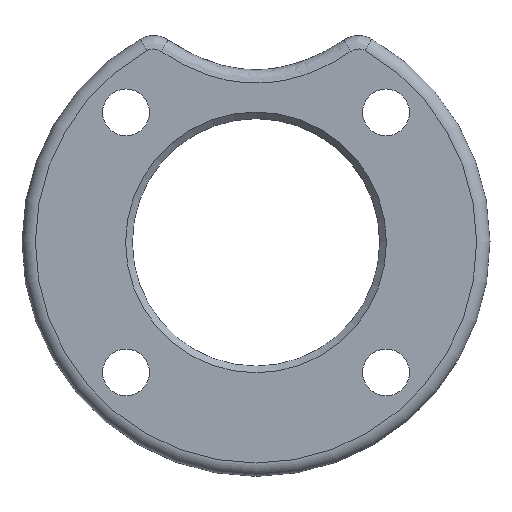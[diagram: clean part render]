
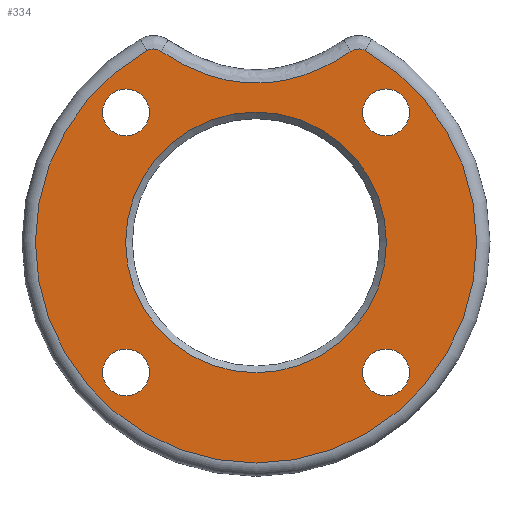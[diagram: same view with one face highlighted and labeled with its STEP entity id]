
A CAD part, front view. The second image highlights one B-rep face of the part: STEP entity #334.
In plain terms, the highlighted planar face has unit normal (0, -1, 0).
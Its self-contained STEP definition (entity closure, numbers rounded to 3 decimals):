
#21=FACE_BOUND('',#95,.T.);
#22=FACE_BOUND('',#96,.T.);
#23=FACE_BOUND('',#97,.T.);
#24=FACE_BOUND('',#98,.T.);
#25=FACE_BOUND('',#99,.T.);
#27=PLANE('',#382);
#44=B_SPLINE_CURVE_WITH_KNOTS('',3,(#647,#648,#649,#650,#651),
 .UNSPECIFIED.,.F.,.F.,(4,1,4),(0.,0.056,0.111),
 .UNSPECIFIED.);
#45=B_SPLINE_CURVE_WITH_KNOTS('',3,(#655,#656,#657,#658,#659),
 .UNSPECIFIED.,.F.,.F.,(4,1,4),(0.,0.056,0.111),
 .UNSPECIFIED.);
#46=B_SPLINE_CURVE_WITH_KNOTS('',3,(#660,#661,#662,#663,#664,#665,#666),
 .UNSPECIFIED.,.F.,.F.,(4,1,1,1,4),(0.,0.435,0.871,
1.306,1.524),.UNSPECIFIED.);
#68=FACE_OUTER_BOUND('',#94,.T.);
#94=EDGE_LOOP('',(#269,#270,#271,#272));
#95=EDGE_LOOP('',(#273));
#96=EDGE_LOOP('',(#274));
#97=EDGE_LOOP('',(#275));
#98=EDGE_LOOP('',(#276));
#99=EDGE_LOOP('',(#277));
#119=CIRCLE('',#378,9.75);
#122=CIRCLE('',#383,16.5);
#123=CIRCLE('',#384,1.75);
#124=CIRCLE('',#385,1.75);
#125=CIRCLE('',#386,1.75);
#126=CIRCLE('',#387,1.75);
#169=VERTEX_POINT('',#635);
#172=VERTEX_POINT('',#645);
#173=VERTEX_POINT('',#646);
#174=VERTEX_POINT('',#652);
#175=VERTEX_POINT('',#654);
#176=VERTEX_POINT('',#667);
#177=VERTEX_POINT('',#669);
#178=VERTEX_POINT('',#671);
#179=VERTEX_POINT('',#673);
#203=EDGE_CURVE('',#169,#169,#119,.T.);
#208=EDGE_CURVE('',#172,#173,#44,.T.);
#209=EDGE_CURVE('',#174,#172,#122,.T.);
#210=EDGE_CURVE('',#175,#174,#45,.T.);
#211=EDGE_CURVE('',#173,#175,#46,.T.);
#212=EDGE_CURVE('',#176,#176,#123,.T.);
#213=EDGE_CURVE('',#177,#177,#124,.T.);
#214=EDGE_CURVE('',#178,#178,#125,.T.);
#215=EDGE_CURVE('',#179,#179,#126,.T.);
#269=ORIENTED_EDGE('',*,*,#208,.F.);
#270=ORIENTED_EDGE('',*,*,#209,.F.);
#271=ORIENTED_EDGE('',*,*,#210,.F.);
#272=ORIENTED_EDGE('',*,*,#211,.F.);
#273=ORIENTED_EDGE('',*,*,#212,.T.);
#274=ORIENTED_EDGE('',*,*,#213,.T.);
#275=ORIENTED_EDGE('',*,*,#214,.T.);
#276=ORIENTED_EDGE('',*,*,#215,.T.);
#277=ORIENTED_EDGE('',*,*,#203,.F.);
#334=ADVANCED_FACE('',(#68,#21,#22,#23,#24,#25),#27,.T.);
#378=AXIS2_PLACEMENT_3D('',#636,#428,#429);
#382=AXIS2_PLACEMENT_3D('',#644,#438,#439);
#383=AXIS2_PLACEMENT_3D('',#653,#440,#441);
#384=AXIS2_PLACEMENT_3D('',#668,#442,#443);
#385=AXIS2_PLACEMENT_3D('',#670,#444,#445);
#386=AXIS2_PLACEMENT_3D('',#672,#446,#447);
#387=AXIS2_PLACEMENT_3D('',#674,#448,#449);
#428=DIRECTION('center_axis',(0.,-1.,0.));
#429=DIRECTION('ref_axis',(1.,0.,0.));
#438=DIRECTION('center_axis',(0.,-1.,0.));
#439=DIRECTION('ref_axis',(0.,0.,-1.));
#440=DIRECTION('center_axis',(0.,1.,0.));
#441=DIRECTION('ref_axis',(0.,0.,-1.));
#442=DIRECTION('center_axis',(0.,1.,0.));
#443=DIRECTION('ref_axis',(1.,0.,0.));
#444=DIRECTION('center_axis',(0.,1.,0.));
#445=DIRECTION('ref_axis',(1.,0.,0.));
#446=DIRECTION('center_axis',(0.,1.,0.));
#447=DIRECTION('ref_axis',(1.,0.,0.));
#448=DIRECTION('center_axis',(0.,1.,0.));
#449=DIRECTION('ref_axis',(1.,0.,0.));
#635=CARTESIAN_POINT('',(-9.75,0.,0.));
#636=CARTESIAN_POINT('Origin',(0.,0.,0.));
#644=CARTESIAN_POINT('Origin',(0.,0.,-0.307));
#645=CARTESIAN_POINT('',(-8.169,0.,14.336));
#646=CARTESIAN_POINT('',(-7.113,0.,14.295));
#647=CARTESIAN_POINT('Ctrl Pts',(-8.169,0.,14.336));
#648=CARTESIAN_POINT('Ctrl Pts',(-8.007,0.,14.428));
#649=CARTESIAN_POINT('Ctrl Pts',(-7.633,0.,14.519));
#650=CARTESIAN_POINT('Ctrl Pts',(-7.267,0.,14.399));
#651=CARTESIAN_POINT('Ctrl Pts',(-7.113,0.,14.295));
#652=CARTESIAN_POINT('',(8.169,0.,14.336));
#653=CARTESIAN_POINT('Origin',(0.,0.,0.));
#654=CARTESIAN_POINT('',(7.113,0.,14.295));
#655=CARTESIAN_POINT('Ctrl Pts',(7.113,0.,14.295));
#656=CARTESIAN_POINT('Ctrl Pts',(7.267,0.,14.399));
#657=CARTESIAN_POINT('Ctrl Pts',(7.633,0.,14.519));
#658=CARTESIAN_POINT('Ctrl Pts',(8.007,0.,14.428));
#659=CARTESIAN_POINT('Ctrl Pts',(8.169,0.,14.336));
#660=CARTESIAN_POINT('Ctrl Pts',(-7.113,0.,14.295));
#661=CARTESIAN_POINT('Ctrl Pts',(-5.911,0.,13.482));
#662=CARTESIAN_POINT('Ctrl Pts',(-3.302,0.,12.13));
#663=CARTESIAN_POINT('Ctrl Pts',(1.12,0.,11.656));
#664=CARTESIAN_POINT('Ctrl Pts',(4.642,0.,12.777));
#665=CARTESIAN_POINT('Ctrl Pts',(6.512,0.,13.889));
#666=CARTESIAN_POINT('Ctrl Pts',(7.113,0.,14.295));
#667=CARTESIAN_POINT('',(7.973,0.,-9.723));
#668=CARTESIAN_POINT('Origin',(9.723,0.,-9.723));
#669=CARTESIAN_POINT('',(7.973,0.,9.723));
#670=CARTESIAN_POINT('Origin',(9.723,0.,9.723));
#671=CARTESIAN_POINT('',(-11.473,0.,9.723));
#672=CARTESIAN_POINT('Origin',(-9.723,0.,9.723));
#673=CARTESIAN_POINT('',(-11.473,0.,-9.723));
#674=CARTESIAN_POINT('Origin',(-9.723,0.,-9.723));
